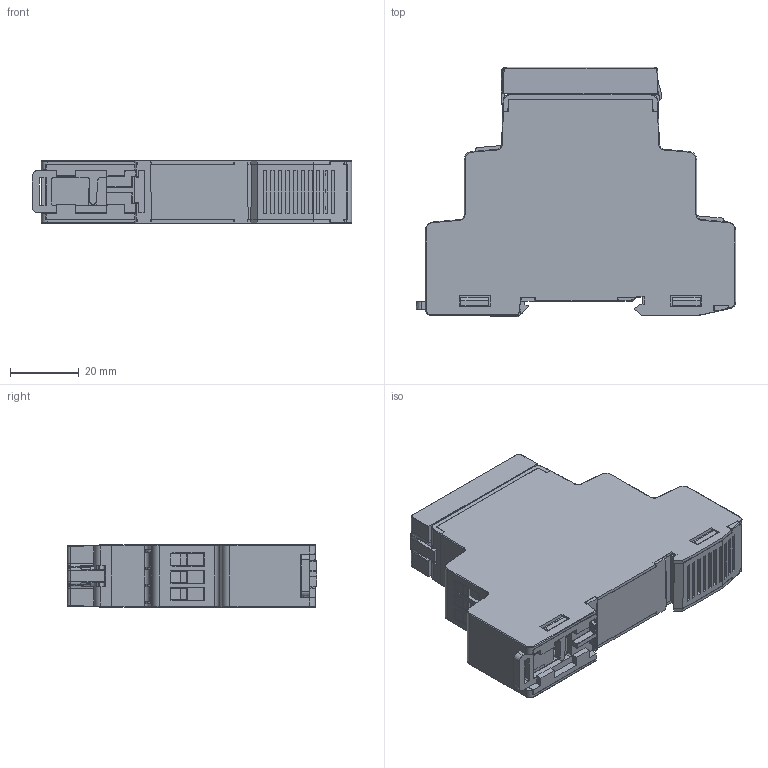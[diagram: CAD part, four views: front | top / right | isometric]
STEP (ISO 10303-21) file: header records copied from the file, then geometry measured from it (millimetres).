
FILE_DESCRIPTION((''),'2;1');
FILE_NAME('BA1R16MV1_ASM_ASM','2016-10-08T',('hli001'),(''),'PRO/ENGINEER BY PARAMETRIC TECHNOLOGY CORPORATION, 2012310','PRO/ENGINEER BY PARAMETRIC TECHNOLOGY CORPORATION, 2012310','');
FILE_SCHEMA(('CONFIG_CONTROL_DESIGN','SHAPE_APPEARANCE_LAYERS_GROUPS'));
Products named in the file (1): BA1R16MV1_ASM_ASM
Bounding box: 92.6 x 72.31 x 18 mm (x, y, z)
Volume: 71968.2 mm3; surface area: 29940.9 mm2
Topology: 2 solids, 3 shells, 1557 faces, 4370 edges, 2772 vertices
Faces by surface type: plane 855, cylinder 348, cone 150, bspline 102, sphere 48, torus 43, extrusion 10, revolution 1
Entity records: 63857 total; most frequent: CARTESIAN_POINT 18417, ORIENTED_EDGE 8626, DIRECTION 6915, EDGE_CURVE 4313, VERTEX_POINT 2772, VECTOR 2556, LINE 2546, AXIS2_PLACEMENT_3D 2179
